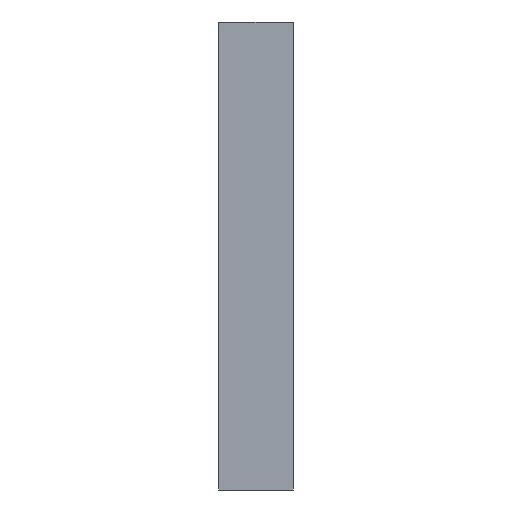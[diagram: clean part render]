
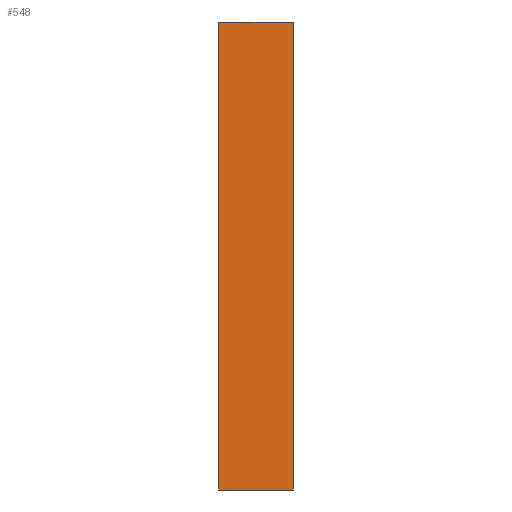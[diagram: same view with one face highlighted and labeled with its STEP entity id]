
A CAD part, front view. The second image highlights one B-rep face of the part: STEP entity #548.
In plain terms, the highlighted planar face has unit normal (0, -1, 0).
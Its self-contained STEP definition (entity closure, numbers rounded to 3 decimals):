
#7 = CARTESIAN_POINT ( 'NONE',  ( 39.8, 0., 0. ) ) ;
#10 = EDGE_CURVE ( 'NONE', #1722, #1708, #1654, .T. ) ;
#43 = LINE ( 'NONE', #1445, #239 ) ;
#87 = DIRECTION ( 'NONE',  ( 0., 0., 1. ) ) ;
#239 = VECTOR ( 'NONE', #1475, 1000. ) ;
#261 = ORIENTED_EDGE ( 'NONE', *, *, #577, .T. ) ;
#401 = AXIS2_PLACEMENT_3D ( 'NONE', #1258, #1236, #1259 ) ;
#420 = VECTOR ( 'NONE', #470, 1000. ) ;
#433 = ORIENTED_EDGE ( 'NONE', *, *, #10, .T. ) ;
#457 = CARTESIAN_POINT ( 'NONE',  ( -0.2, 0., 0. ) ) ;
#470 = DIRECTION ( 'NONE',  ( 0., 0., -1. ) ) ;
#548 = ADVANCED_FACE ( 'NONE', ( #952 ), #1238, .T. ) ;
#577 = EDGE_CURVE ( 'NONE', #1946, #837, #1726, .T. ) ;
#649 = VECTOR ( 'NONE', #87, 1000. ) ;
#703 = VECTOR ( 'NONE', #1602, 1000. ) ;
#759 = EDGE_LOOP ( 'NONE', ( #433, #1252, #261, #1528 ) ) ;
#837 = VERTEX_POINT ( 'NONE', #1187 ) ;
#945 = EDGE_CURVE ( 'NONE', #1708, #1946, #43, .T. ) ;
#952 = FACE_OUTER_BOUND ( 'NONE', #759, .T. ) ;
#1067 = EDGE_CURVE ( 'NONE', #1722, #837, #1439, .T. ) ;
#1187 = CARTESIAN_POINT ( 'NONE',  ( 39.8, 0., 250. ) ) ;
#1236 = DIRECTION ( 'NONE',  ( 0., -1., 0. ) ) ;
#1238 = PLANE ( 'NONE',  #401 ) ;
#1252 = ORIENTED_EDGE ( 'NONE', *, *, #945, .T. ) ;
#1258 = CARTESIAN_POINT ( 'NONE',  ( 39.8, 0., 0. ) ) ;
#1259 = DIRECTION ( 'NONE',  ( 0., 0., -1. ) ) ;
#1439 = LINE ( 'NONE', #1653, #703 ) ;
#1445 = CARTESIAN_POINT ( 'NONE',  ( 0., 0., 0. ) ) ;
#1475 = DIRECTION ( 'NONE',  ( 1., 0., 0. ) ) ;
#1528 = ORIENTED_EDGE ( 'NONE', *, *, #1067, .F. ) ;
#1602 = DIRECTION ( 'NONE',  ( 1., 0., 0. ) ) ;
#1653 = CARTESIAN_POINT ( 'NONE',  ( 0., 0., 250. ) ) ;
#1654 = LINE ( 'NONE', #457, #420 ) ;
#1708 = VERTEX_POINT ( 'NONE', #1972 ) ;
#1722 = VERTEX_POINT ( 'NONE', #1991 ) ;
#1726 = LINE ( 'NONE', #7, #649 ) ;
#1946 = VERTEX_POINT ( 'NONE', #2102 ) ;
#1972 = CARTESIAN_POINT ( 'NONE',  ( -0.2, 0., 0. ) ) ;
#1991 = CARTESIAN_POINT ( 'NONE',  ( -0.2, 0., 250. ) ) ;
#2102 = CARTESIAN_POINT ( 'NONE',  ( 39.8, 0., 0. ) ) ;
